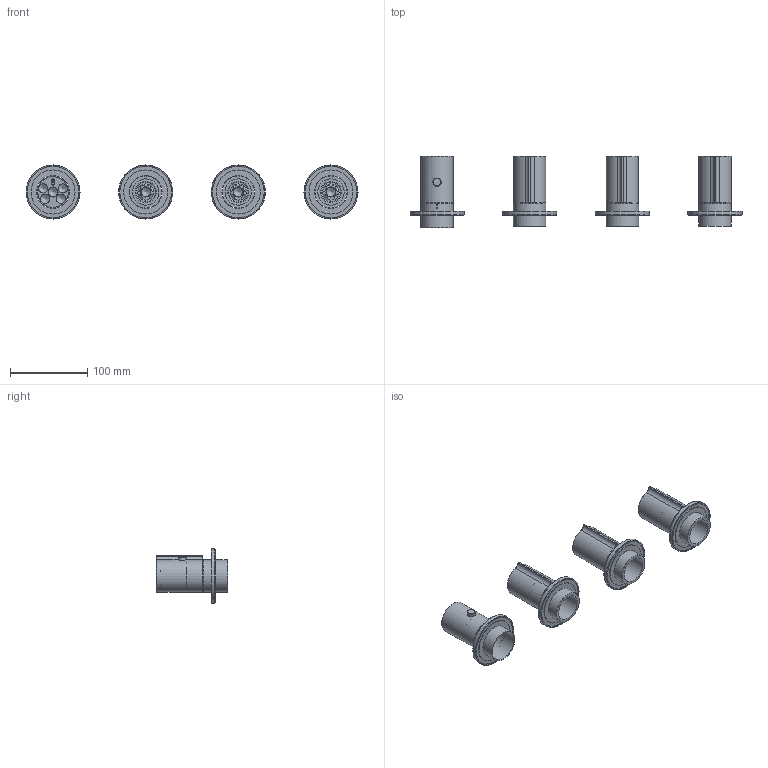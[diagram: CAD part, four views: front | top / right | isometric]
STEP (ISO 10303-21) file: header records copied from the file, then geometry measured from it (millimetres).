
FILE_DESCRIPTION(/* description */ ('Unknown'),/* implementation_level */ '2;1');
FILE_NAME(/* name */ 'GT7070-00',/* time_stamp */ '2026-02-11T17:30:33+01:00',/* author */ ('Unknown'),/* organization */ ('Unknown'),/* preprocessor_version */ 'ST-DEVELOPER v20',/* originating_system */ 'Solid Edge',/* authorisation */ 'Unknown');
FILE_SCHEMA (('AUTOMOTIVE_DESIGN {1 0 10303 214 3 1 1}'));
Length unit declared in the file: millimetre
Products named in the file (17): GT7070EXT-00; AR7001-02; GT7001-002_oa_0; GT7001-03; GT7001-001_oa_1; GT7001-01; bottone inox_0083.38.325_0083.38.325; GT003-08; GT7068-002_oa_2; GT7068-05; GT7068-001_oa_3; GT7068-01; GT7068-04; GT7068-002_oa_4; GT7068-001_oa_5; GT7068-001_oa_6; GT7068-002_oa_7
Assembly tree (25 placements, depth 3):
  GT7070EXT-00
    AR7001-02
    GT7001-002_oa_0
      GT7001-03
    GT7001-001_oa_1
      GT7001-01
      bottone inox_0083.38.325_0083.38.325
      GT003-08
    GT7068-002_oa_2
      GT7068-05
    GT7068-001_oa_3
      GT7068-01
      GT003-08
    GT7068-04  x3
    GT7068-002_oa_4
      GT7068-05
    GT7068-001_oa_5
      GT7068-01
      GT003-08
    GT7068-001_oa_6
      GT7068-01
      GT003-08
    GT7068-002_oa_7
      GT7068-05
Bounding box: 430 x 92.3 x 70 mm (x, y, z)
Volume: 254395.4 mm3; surface area: 157518.6 mm2
Topology: 17 solids, 17 shells, 724 faces, 1659 edges, 1018 vertices
Faces by surface type: cylinder 203, plane 181, torus 145, bspline 122, cone 57, sphere 16
Full cylindrical faces by diameter (mm): 1.8 x4, 2.5 x1, 3.2 x1, 4.5 x1, 5.5 x4, 6.3 x4, 7.5 x1, 10 x2, 10.2 x1, 12 x23, 21 x3, 25.288 x3, 28 x3, 34 x3, 36.5 x3, 39.5 x4, 40.2 x1, 42 x5, 42.5 x8, 44.6 x4, 57 x4, 67 x4, 70 x4
Entity records: 16672 total; most frequent: CARTESIAN_POINT 7934, DIRECTION 1371, ORIENTED_EDGE 1244, EDGE_CURVE 622, AXIS2_PLACEMENT_3D 562, FACE_BOUND 487, EDGE_LOOP 475, VERTEX_POINT 455
